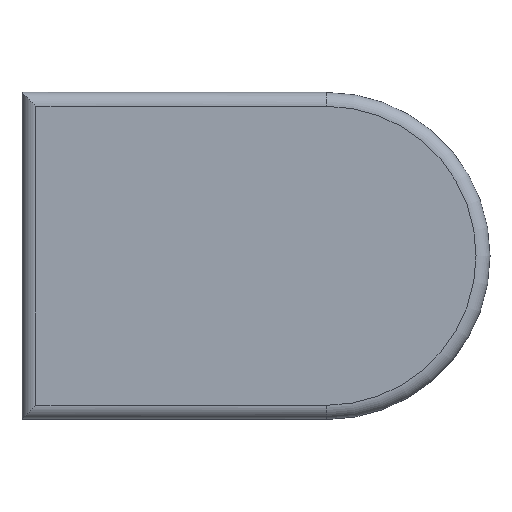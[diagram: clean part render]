
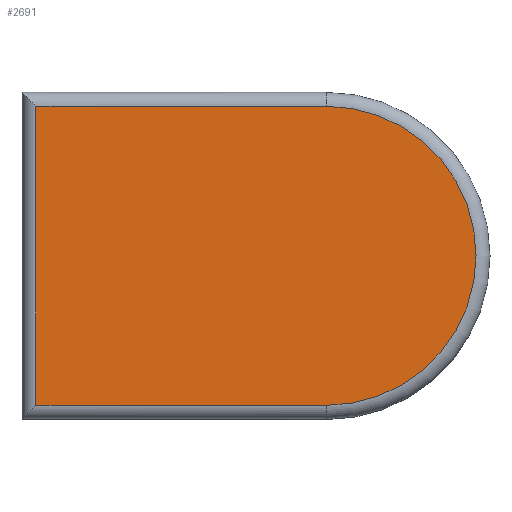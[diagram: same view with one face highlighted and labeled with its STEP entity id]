
A CAD part, top view. The second image highlights one B-rep face of the part: STEP entity #2691.
In plain terms, the highlighted face is planar.
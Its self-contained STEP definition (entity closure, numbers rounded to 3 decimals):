
#2691=ADVANCED_FACE('',(#4535),#4537,.F.);
#4535=FACE_BOUND('',#4536,.T.);
#4536=EDGE_LOOP('',(#5710,#5711,#5712,#5713));
#4537=PLANE('',#4538);
#4538=AXIS2_PLACEMENT_3D('',#4539,#4540,#4541);
#4539=CARTESIAN_POINT('',(0.,0.,-1.));
#4540=DIRECTION('',(0.,0.,1.));
#4541=DIRECTION('',(1.,0.,0.));
#5710=ORIENTED_EDGE('',*,*,#6291,.F.);
#5711=ORIENTED_EDGE('',*,*,#6298,.F.);
#5712=ORIENTED_EDGE('',*,*,#6294,.F.);
#5713=ORIENTED_EDGE('',*,*,#6296,.F.);
#6291=EDGE_CURVE('',#7254,#7256,#7257,.T.);
#6294=EDGE_CURVE('',#7259,#7261,#7262,.T.);
#6296=EDGE_CURVE('',#7256,#7259,#7264,.T.);
#6298=EDGE_CURVE('',#7261,#7254,#7266,.T.);
#7254=VERTEX_POINT('',#9586);
#7256=VERTEX_POINT('',#9591);
#7257=LINE('',#9592,#9593);
#7259=VERTEX_POINT('',#9599);
#7261=VERTEX_POINT('',#9604);
#7262=LINE('',#9605,#9606);
#7264=CIRCLE('',#9612,21.4);
#7266=LINE('',#9620,#9621);
#9586=CARTESIAN_POINT('',(-41.6,-21.4,-1.));
#9591=CARTESIAN_POINT('',(0.,-21.4,-1.));
#9592=CARTESIAN_POINT('',(-41.6,-21.4,-1.));
#9593=VECTOR('',#9594,1.);
#9594=DIRECTION('',(1.,0.,0.));
#9599=CARTESIAN_POINT('',(0.,21.4,-1.));
#9604=CARTESIAN_POINT('',(-41.6,21.4,-1.));
#9605=CARTESIAN_POINT('',(0.,21.4,-1.));
#9606=VECTOR('',#9607,1.);
#9607=DIRECTION('',(-1.,0.,0.));
#9612=AXIS2_PLACEMENT_3D('',#9613,#9614,#9615);
#9613=CARTESIAN_POINT('',(0.,0.,-1.));
#9614=DIRECTION('',(0.,0.,1.));
#9615=DIRECTION('',(0.,-1.,0.));
#9620=CARTESIAN_POINT('',(-41.6,21.4,-1.));
#9621=VECTOR('',#9622,1.);
#9622=DIRECTION('',(0.,-1.,0.));
